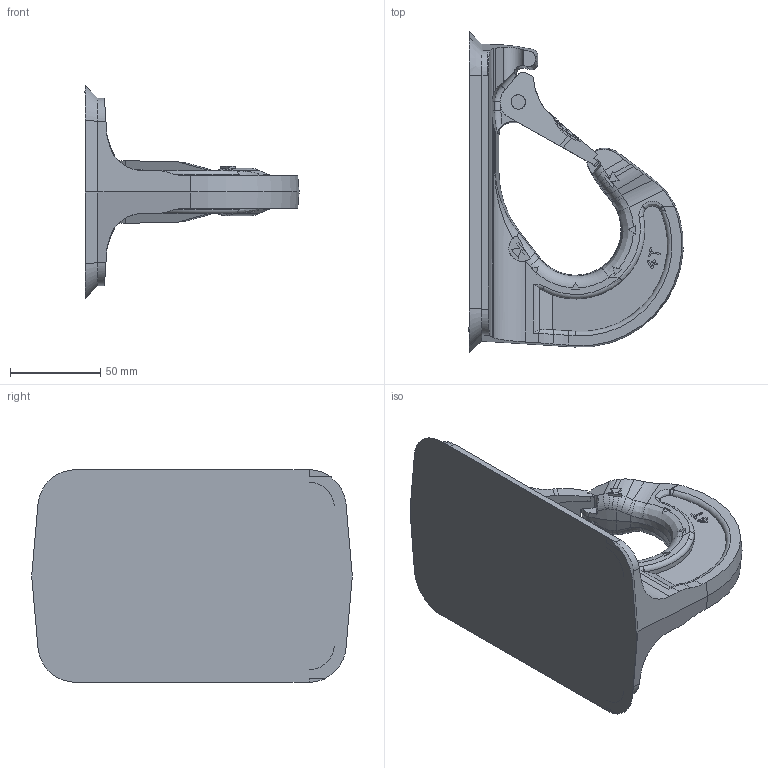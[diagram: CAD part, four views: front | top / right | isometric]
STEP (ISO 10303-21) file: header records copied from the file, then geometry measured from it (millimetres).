
FILE_DESCRIPTION((''),'2;1');
FILE_NAME('001-M31310-P-1_ASM','2012-04-20T',('Marcel.Bux'),(''),'PRO/ENGINEER BY PARAMETRIC TECHNOLOGY CORPORATION, 2010140','PRO/ENGINEER BY PARAMETRIC TECHNOLOGY CORPORATION, 2010140','');
FILE_SCHEMA(('CONFIG_CONTROL_DESIGN'));
Length unit declared in the file: millimetre
Products named in the file (3): 001-M31310-P-1_AF0; 001-M31192-001; 001-M31310-P-1_ASM
Assembly tree (2 placements, depth 2):
  001-M31310-P-1_ASM
    001-M31310-P-1_AF0
    001-M31192-001
Bounding box: 118.91 x 178.01 x 118 mm (x, y, z)
Volume: 389668.9 mm3; surface area: 73758 mm2
Topology: 2 solids, 2 shells, 660 faces, 1816 edges, 1167 vertices
Faces by surface type: plane 444, cylinder 88, bspline 51, sphere 30, cone 28, torus 19
Entity records: 23446 total; most frequent: CARTESIAN_POINT 7403, ORIENTED_EDGE 3576, DIRECTION 2904, EDGE_CURVE 1788, VECTOR 1218, LINE 1218, VERTEX_POINT 1167, AXIS2_PLACEMENT_3D 843
